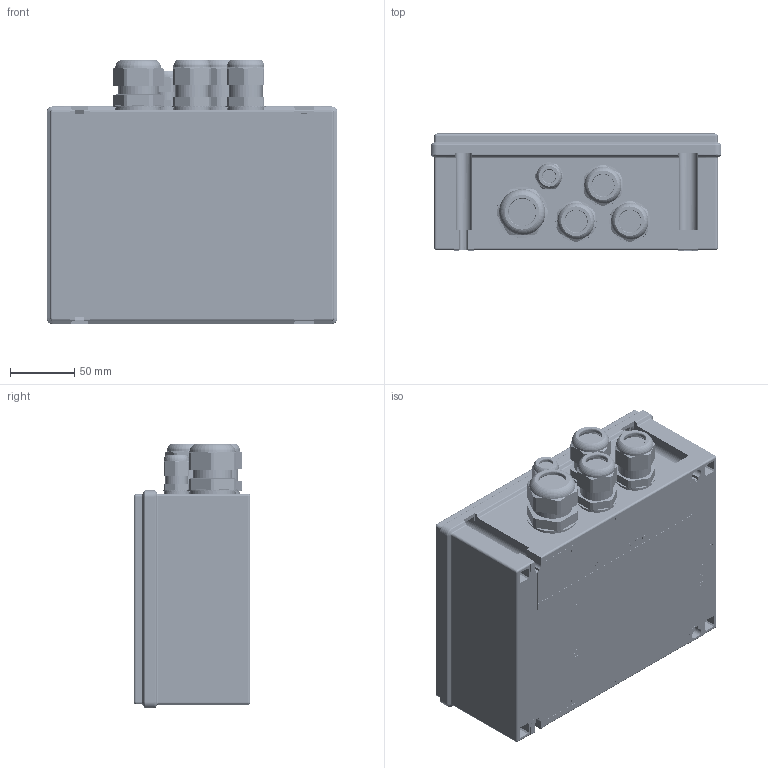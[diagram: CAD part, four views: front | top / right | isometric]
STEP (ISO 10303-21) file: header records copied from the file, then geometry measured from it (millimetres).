
FILE_DESCRIPTION (( 'STEP AP203' ), '1' );
FILE_NAME ('8146-_061-mit-8161-ap203.STEP', '2013-06-15T12:01:55', ( 'Admin' ), ( 'R. STAHL AG' ), 'SwSTEP 2.0', 'SolidWorks 2013', '' );
FILE_SCHEMA (( 'CONFIG_CONTROL_DESIGN' ));
Length unit declared in the file: millimetre
Products named in the file (29): 81_460_04_05_0_Dichtung; 81_610_76_01_0_Vereinfacht; Anschlussgewindedichtung_M25; 81_460_04_05_0_3d export; 81_610_79_01_0_Stutzen; Staubschutzkappe_M25; 509_642_0; 81_610_79_01_0_Dichtung; 81_610_78_01_0_Vereinfacht; 509_642_0_1_montiert; 81_610_79_01_0_Hutmutter; 81_610_76_01_0_Stutzen_Vereinfacht; 81_469_52_04_0; Anschlussgewindedichtung_M32; 81_610_76_01_0_Dichtung; 81_610_78_01_0_Stutzen_Vereinfacht; 81_469_01_91_0; Staubschutzkappe_M32; 81_610_76_01_0_Hutmutter_Vereinfacht; 81_610_78_01_0_Dichtung; 81_610_79_01_0; Anschlussgewindedichtung_M16; 81_610_78_01_0_Reduzierdichtung; 81_469_16_05_0_3d export; 8146-_061-mit-8161-ap203; Staubschutzkappe_M16; 81_610_78_01_0_Hutmutter_Vereinfacht
Assembly tree (36 placements, depth 3):
  8146-_061-mit-8161-ap203
    81_469_52_04_0
      81_469_52_04_0
      81_469_01_91_0  x4
    81_460_04_05_0_3d export
      81_469_16_05_0_3d export
      81_460_04_05_0_Dichtung
    509_642_0  x4
      509_642_0
      509_642_0_1_montiert
    81_610_78_01_0_Vereinfacht  x3
      81_610_78_01_0_Stutzen_Vereinfacht
      81_610_78_01_0_Dichtung
      81_610_78_01_0_Reduzierdichtung
      81_610_78_01_0_Hutmutter_Vereinfacht
      Anschlussgewindedichtung_M25
      Staubschutzkappe_M25
    81_610_76_01_0_Vereinfacht
      81_610_76_01_0_Stutzen_Vereinfacht
      81_610_76_01_0_Dichtung
      81_610_76_01_0_Hutmutter_Vereinfacht
      Anschlussgewindedichtung_M16
      Staubschutzkappe_M16
    81_610_79_01_0
      81_610_79_01_0_Stutzen
      81_610_79_01_0_Dichtung
      81_610_79_01_0_Hutmutter
      Anschlussgewindedichtung_M32
      Staubschutzkappe_M32
Bounding box: 227 x 91 x 206.41 mm (x, y, z)
Volume: 640269 mm3; surface area: 411068.9 mm2
Topology: 43 solids, 43 shells, 5899 faces, 15201 edges, 9750 vertices
Faces by surface type: plane 2395, bspline 1360, cylinder 945, cone 864, torus 323, sphere 12
Entity records: 213409 total; most frequent: CARTESIAN_POINT 102118, ORIENTED_EDGE 24442, DIRECTION 18710, EDGE_CURVE 12221, VERTEX_POINT 7935, VECTOR 6744, LINE 6744, AXIS2_PLACEMENT_3D 5983
